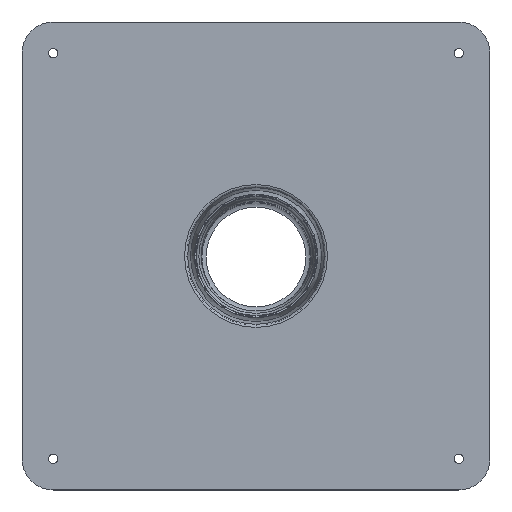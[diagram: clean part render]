
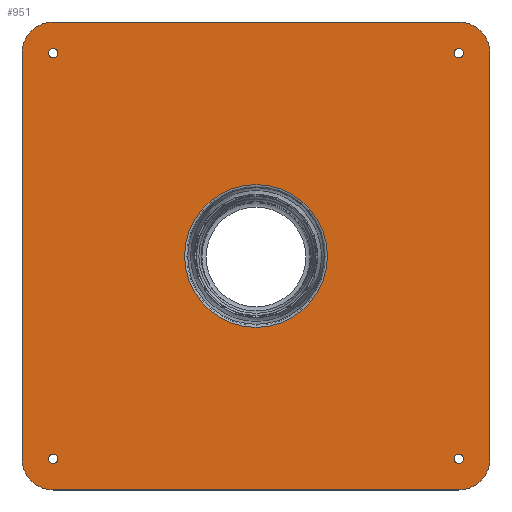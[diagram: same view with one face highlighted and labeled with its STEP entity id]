
A CAD part, top view. The second image highlights one B-rep face of the part: STEP entity #951.
In plain terms, the highlighted planar face has unit normal (0, 0, 1).
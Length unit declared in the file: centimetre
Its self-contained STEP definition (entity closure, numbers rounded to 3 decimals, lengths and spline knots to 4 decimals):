
#23=FACE_BOUND('',#186,.T.);
#24=FACE_BOUND('',#187,.T.);
#25=FACE_BOUND('',#188,.T.);
#26=FACE_BOUND('',#189,.T.);
#27=FACE_BOUND('',#190,.T.);
#37=PLANE('',#1192);
#122=FACE_OUTER_BOUND('',#185,.T.);
#185=EDGE_LOOP('',(#765,#766,#767,#768,#769,#770,#771,#772));
#186=EDGE_LOOP('',(#773));
#187=EDGE_LOOP('',(#774));
#188=EDGE_LOOP('',(#775));
#189=EDGE_LOOP('',(#776));
#190=EDGE_LOOP('',(#777));
#286=CIRCLE('',#1174,45.75);
#288=CIRCLE('',#1177,3.);
#290=CIRCLE('',#1180,3.);
#292=CIRCLE('',#1183,3.);
#294=CIRCLE('',#1186,3.);
#297=CIRCLE('',#1190,20.);
#298=CIRCLE('',#1193,20.);
#299=CIRCLE('',#1194,20.);
#300=CIRCLE('',#1195,20.);
#382=VERTEX_POINT('',#1909);
#383=VERTEX_POINT('',#1913);
#385=VERTEX_POINT('',#1919);
#387=VERTEX_POINT('',#1925);
#389=VERTEX_POINT('',#1931);
#393=VERTEX_POINT('',#1940);
#394=VERTEX_POINT('',#1942);
#395=VERTEX_POINT('',#1946);
#397=VERTEX_POINT('',#1952);
#398=VERTEX_POINT('',#1954);
#399=VERTEX_POINT('',#1956);
#400=VERTEX_POINT('',#1958);
#401=VERTEX_POINT('',#1960);
#508=EDGE_CURVE('',#382,#382,#286,.T.);
#510=EDGE_CURVE('',#383,#383,#288,.T.);
#513=EDGE_CURVE('',#385,#385,#290,.T.);
#516=EDGE_CURVE('',#387,#387,#292,.T.);
#519=EDGE_CURVE('',#389,#389,#294,.T.);
#524=EDGE_CURVE('',#393,#394,#297,.T.);
#526=EDGE_CURVE('',#395,#394,#1011,.T.);
#529=EDGE_CURVE('',#393,#397,#1014,.T.);
#530=EDGE_CURVE('',#398,#397,#298,.T.);
#531=EDGE_CURVE('',#398,#399,#1015,.T.);
#532=EDGE_CURVE('',#400,#399,#299,.T.);
#533=EDGE_CURVE('',#400,#401,#1016,.T.);
#534=EDGE_CURVE('',#395,#401,#300,.T.);
#765=ORIENTED_EDGE('',*,*,#524,.F.);
#766=ORIENTED_EDGE('',*,*,#529,.T.);
#767=ORIENTED_EDGE('',*,*,#530,.F.);
#768=ORIENTED_EDGE('',*,*,#531,.T.);
#769=ORIENTED_EDGE('',*,*,#532,.F.);
#770=ORIENTED_EDGE('',*,*,#533,.T.);
#771=ORIENTED_EDGE('',*,*,#534,.F.);
#772=ORIENTED_EDGE('',*,*,#526,.T.);
#773=ORIENTED_EDGE('',*,*,#508,.T.);
#774=ORIENTED_EDGE('',*,*,#510,.T.);
#775=ORIENTED_EDGE('',*,*,#513,.T.);
#776=ORIENTED_EDGE('',*,*,#516,.T.);
#777=ORIENTED_EDGE('',*,*,#519,.T.);
#951=ADVANCED_FACE('',(#122,#23,#24,#25,#26,#27),#37,.T.);
#1011=LINE('',#1947,#1060);
#1014=LINE('',#1953,#1063);
#1015=LINE('',#1957,#1064);
#1016=LINE('',#1961,#1065);
#1060=VECTOR('',#1490,1.);
#1063=VECTOR('',#1495,1.);
#1064=VECTOR('',#1498,1.);
#1065=VECTOR('',#1501,1.);
#1174=AXIS2_PLACEMENT_3D('',#1910,#1448,#1449);
#1177=AXIS2_PLACEMENT_3D('',#1914,#1454,#1455);
#1180=AXIS2_PLACEMENT_3D('',#1920,#1461,#1462);
#1183=AXIS2_PLACEMENT_3D('',#1926,#1468,#1469);
#1186=AXIS2_PLACEMENT_3D('',#1932,#1475,#1476);
#1190=AXIS2_PLACEMENT_3D('',#1943,#1485,#1486);
#1192=AXIS2_PLACEMENT_3D('',#1951,#1493,#1494);
#1193=AXIS2_PLACEMENT_3D('',#1955,#1496,#1497);
#1194=AXIS2_PLACEMENT_3D('',#1959,#1499,#1500);
#1195=AXIS2_PLACEMENT_3D('',#1962,#1502,#1503);
#1448=DIRECTION('center_axis',(0.,0.,-1.));
#1449=DIRECTION('ref_axis',(1.,0.,0.));
#1454=DIRECTION('center_axis',(0.,0.,-1.));
#1455=DIRECTION('ref_axis',(0.,-1.,0.));
#1461=DIRECTION('center_axis',(0.,0.,-1.));
#1462=DIRECTION('ref_axis',(0.,1.,0.));
#1468=DIRECTION('center_axis',(0.,0.,-1.));
#1469=DIRECTION('ref_axis',(1.,0.,0.));
#1475=DIRECTION('center_axis',(0.,0.,-1.));
#1476=DIRECTION('ref_axis',(-1.,0.,0.));
#1485=DIRECTION('center_axis',(0.,0.,-1.));
#1486=DIRECTION('ref_axis',(0.707,0.707,0.));
#1490=DIRECTION('',(0.,1.,0.));
#1493=DIRECTION('center_axis',(0.,0.,1.));
#1494=DIRECTION('ref_axis',(1.,0.,0.));
#1495=DIRECTION('',(-1.,0.,0.));
#1496=DIRECTION('center_axis',(0.,0.,-1.));
#1497=DIRECTION('ref_axis',(-0.707,0.707,0.));
#1498=DIRECTION('',(0.,-1.,0.));
#1499=DIRECTION('center_axis',(0.,0.,-1.));
#1500=DIRECTION('ref_axis',(-0.707,-0.707,0.));
#1501=DIRECTION('',(1.,0.,0.));
#1502=DIRECTION('center_axis',(0.,0.,-1.));
#1503=DIRECTION('ref_axis',(0.707,-0.707,0.));
#1909=CARTESIAN_POINT('',(45.75,0.,298.));
#1910=CARTESIAN_POINT('Origin',(0.,0.,298.));
#1913=CARTESIAN_POINT('',(130.,-127.,298.));
#1914=CARTESIAN_POINT('Origin',(130.,-130.,298.));
#1919=CARTESIAN_POINT('',(-130.,127.,298.));
#1920=CARTESIAN_POINT('Origin',(-130.,130.,298.));
#1925=CARTESIAN_POINT('',(127.,130.,298.));
#1926=CARTESIAN_POINT('Origin',(130.,130.,298.));
#1931=CARTESIAN_POINT('',(-127.,-130.,298.));
#1932=CARTESIAN_POINT('Origin',(-130.,-130.,298.));
#1940=CARTESIAN_POINT('',(130.,150.,298.));
#1942=CARTESIAN_POINT('',(150.,130.,298.));
#1943=CARTESIAN_POINT('Origin',(130.,130.,298.));
#1946=CARTESIAN_POINT('',(150.,-130.,298.));
#1947=CARTESIAN_POINT('',(150.,0.,298.));
#1951=CARTESIAN_POINT('Origin',(0.,70.,
298.));
#1952=CARTESIAN_POINT('',(-130.,150.,298.));
#1953=CARTESIAN_POINT('',(0.,150.,298.));
#1954=CARTESIAN_POINT('',(-150.,130.,298.));
#1955=CARTESIAN_POINT('Origin',(-130.,130.,298.));
#1956=CARTESIAN_POINT('',(-150.,-130.,298.));
#1957=CARTESIAN_POINT('',(-150.,0.,298.));
#1958=CARTESIAN_POINT('',(-130.,-150.,298.));
#1959=CARTESIAN_POINT('Origin',(-130.,-130.,298.));
#1960=CARTESIAN_POINT('',(130.,-150.,298.));
#1961=CARTESIAN_POINT('',(0.,-150.,298.));
#1962=CARTESIAN_POINT('Origin',(130.,-130.,298.));
